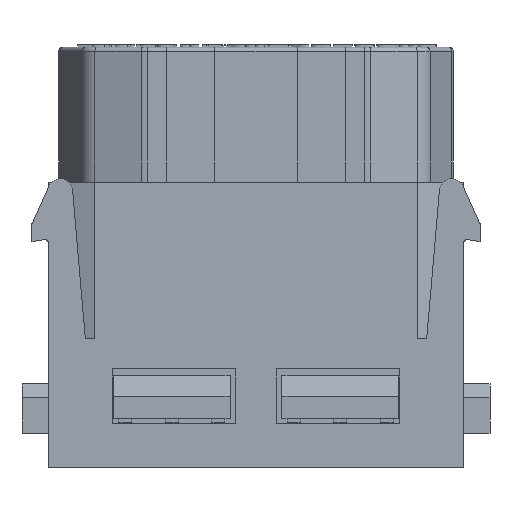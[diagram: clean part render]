
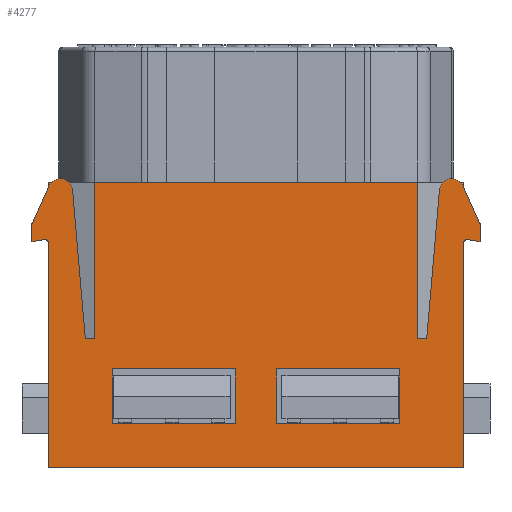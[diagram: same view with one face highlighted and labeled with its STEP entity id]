
A CAD part, front view. The second image highlights one B-rep face of the part: STEP entity #4277.
In plain terms, the highlighted planar face has unit normal (0, -1, 0).
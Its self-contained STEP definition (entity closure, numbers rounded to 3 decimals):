
#2942=CIRCLE('',#18867,0.3);
#2943=CIRCLE('',#18868,0.2);
#2944=CIRCLE('',#18869,0.909);
#2945=CIRCLE('',#18870,0.909);
#2946=CIRCLE('',#18871,0.2);
#2947=CIRCLE('',#18872,0.3);
#3343=FACE_BOUND('',#6543,.T.);
#3344=FACE_BOUND('',#6544,.T.);
#3345=FACE_BOUND('',#6545,.T.);
#4277=ADVANCED_FACE('',(#3343,#3344,#3345),#5174,.T.);
#5174=PLANE('',#18873);
#6543=EDGE_LOOP('',(#8077,#8078,#8079,#8080));
#6544=EDGE_LOOP('',(#8081,#8082,#8083,#8084));
#6545=EDGE_LOOP('',(#8085,#8086,#8087,#8088,#8089,#8090,#8091,#8092,#8093,
#8094,#8095,#8096,#8097,#8098,#8099,#8100,#8101,#8102,#8103,#8104,#8105,
#8106));
#8077=ORIENTED_EDGE('',*,*,#14006,.F.);
#8078=ORIENTED_EDGE('',*,*,#14007,.F.);
#8079=ORIENTED_EDGE('',*,*,#14008,.F.);
#8080=ORIENTED_EDGE('',*,*,#14009,.F.);
#8081=ORIENTED_EDGE('',*,*,#14010,.F.);
#8082=ORIENTED_EDGE('',*,*,#14011,.F.);
#8083=ORIENTED_EDGE('',*,*,#14012,.F.);
#8084=ORIENTED_EDGE('',*,*,#14013,.F.);
#8085=ORIENTED_EDGE('',*,*,#13980,.T.);
#8086=ORIENTED_EDGE('',*,*,#14014,.T.);
#8087=ORIENTED_EDGE('',*,*,#14015,.T.);
#8088=ORIENTED_EDGE('',*,*,#14016,.T.);
#8089=ORIENTED_EDGE('',*,*,#14017,.T.);
#8090=ORIENTED_EDGE('',*,*,#14018,.T.);
#8091=ORIENTED_EDGE('',*,*,#14019,.T.);
#8092=ORIENTED_EDGE('',*,*,#14020,.T.);
#8093=ORIENTED_EDGE('',*,*,#14021,.F.);
#8094=ORIENTED_EDGE('',*,*,#14022,.T.);
#8095=ORIENTED_EDGE('',*,*,#14023,.T.);
#8096=ORIENTED_EDGE('',*,*,#14024,.T.);
#8097=ORIENTED_EDGE('',*,*,#14025,.T.);
#8098=ORIENTED_EDGE('',*,*,#14026,.F.);
#8099=ORIENTED_EDGE('',*,*,#14027,.F.);
#8100=ORIENTED_EDGE('',*,*,#14028,.F.);
#8101=ORIENTED_EDGE('',*,*,#14029,.F.);
#8102=ORIENTED_EDGE('',*,*,#14030,.F.);
#8103=ORIENTED_EDGE('',*,*,#14031,.T.);
#8104=ORIENTED_EDGE('',*,*,#14032,.T.);
#8105=ORIENTED_EDGE('',*,*,#13998,.F.);
#8106=ORIENTED_EDGE('',*,*,#14033,.F.);
#12459=VERTEX_POINT('',#25637);
#12460=VERTEX_POINT('',#25639);
#12477=VERTEX_POINT('',#25674);
#12478=VERTEX_POINT('',#25676);
#12485=VERTEX_POINT('',#25692);
#12486=VERTEX_POINT('',#25693);
#12487=VERTEX_POINT('',#25695);
#12488=VERTEX_POINT('',#25697);
#12489=VERTEX_POINT('',#25700);
#12490=VERTEX_POINT('',#25701);
#12491=VERTEX_POINT('',#25703);
#12492=VERTEX_POINT('',#25705);
#12493=VERTEX_POINT('',#25708);
#12494=VERTEX_POINT('',#25710);
#12495=VERTEX_POINT('',#25712);
#12496=VERTEX_POINT('',#25714);
#12497=VERTEX_POINT('',#25716);
#12498=VERTEX_POINT('',#25718);
#12499=VERTEX_POINT('',#25720);
#12500=VERTEX_POINT('',#25722);
#12501=VERTEX_POINT('',#25724);
#12502=VERTEX_POINT('',#25726);
#12503=VERTEX_POINT('',#25728);
#12504=VERTEX_POINT('',#25730);
#12505=VERTEX_POINT('',#25732);
#12506=VERTEX_POINT('',#25734);
#12507=VERTEX_POINT('',#25736);
#12508=VERTEX_POINT('',#25738);
#12509=VERTEX_POINT('',#25740);
#12510=VERTEX_POINT('',#25742);
#13980=EDGE_CURVE('',#12460,#12459,#16067,.T.);
#13998=EDGE_CURVE('',#12477,#12478,#16085,.T.);
#14006=EDGE_CURVE('',#12485,#12486,#16093,.T.);
#14007=EDGE_CURVE('',#12487,#12485,#16094,.T.);
#14008=EDGE_CURVE('',#12488,#12487,#16095,.T.);
#14009=EDGE_CURVE('',#12486,#12488,#16096,.T.);
#14010=EDGE_CURVE('',#12489,#12490,#16097,.T.);
#14011=EDGE_CURVE('',#12491,#12489,#16098,.T.);
#14012=EDGE_CURVE('',#12492,#12491,#16099,.T.);
#14013=EDGE_CURVE('',#12490,#12492,#16100,.T.);
#14014=EDGE_CURVE('',#12459,#12493,#2942,.T.);
#14015=EDGE_CURVE('',#12493,#12494,#16101,.T.);
#14016=EDGE_CURVE('',#12494,#12495,#16102,.T.);
#14017=EDGE_CURVE('',#12495,#12496,#2943,.T.);
#14018=EDGE_CURVE('',#12496,#12497,#16103,.T.);
#14019=EDGE_CURVE('',#12497,#12498,#2944,.T.);
#14020=EDGE_CURVE('',#12498,#12499,#16104,.T.);
#14021=EDGE_CURVE('',#12500,#12499,#16105,.T.);
#14022=EDGE_CURVE('',#12500,#12501,#16106,.T.);
#14023=EDGE_CURVE('',#12501,#12502,#16107,.T.);
#14024=EDGE_CURVE('',#12502,#12503,#16108,.T.);
#14025=EDGE_CURVE('',#12503,#12504,#16109,.T.);
#14026=EDGE_CURVE('',#12505,#12504,#16110,.T.);
#14027=EDGE_CURVE('',#12506,#12505,#2945,.T.);
#14028=EDGE_CURVE('',#12507,#12506,#16111,.T.);
#14029=EDGE_CURVE('',#12508,#12507,#2946,.T.);
#14030=EDGE_CURVE('',#12509,#12508,#16112,.T.);
#14031=EDGE_CURVE('',#12509,#12510,#16113,.T.);
#14032=EDGE_CURVE('',#12510,#12478,#2947,.T.);
#14033=EDGE_CURVE('',#12460,#12477,#16114,.T.);
#16067=LINE('',#25638,#17514);
#16085=LINE('',#25675,#17532);
#16093=LINE('',#25691,#17540);
#16094=LINE('',#25694,#17541);
#16095=LINE('',#25696,#17542);
#16096=LINE('',#25698,#17543);
#16097=LINE('',#25699,#17544);
#16098=LINE('',#25702,#17545);
#16099=LINE('',#25704,#17546);
#16100=LINE('',#25706,#17547);
#16101=LINE('',#25709,#17548);
#16102=LINE('',#25711,#17549);
#16103=LINE('',#25715,#17550);
#16104=LINE('',#25719,#17551);
#16105=LINE('',#25721,#17552);
#16106=LINE('',#25723,#17553);
#16107=LINE('',#25725,#17554);
#16108=LINE('',#25727,#17555);
#16109=LINE('',#25729,#17556);
#16110=LINE('',#25731,#17557);
#16111=LINE('',#25735,#17558);
#16112=LINE('',#25739,#17559);
#16113=LINE('',#25741,#17560);
#16114=LINE('',#25744,#17561);
#17514=VECTOR('',#20300,1.);
#17532=VECTOR('',#20320,1.);
#17540=VECTOR('',#20330,1.);
#17541=VECTOR('',#20331,1.);
#17542=VECTOR('',#20332,1.);
#17543=VECTOR('',#20333,1.);
#17544=VECTOR('',#20334,1.);
#17545=VECTOR('',#20335,1.);
#17546=VECTOR('',#20336,1.);
#17547=VECTOR('',#20337,1.);
#17548=VECTOR('',#20340,1.);
#17549=VECTOR('',#20341,1.);
#17550=VECTOR('',#20344,1.);
#17551=VECTOR('',#20347,1.);
#17552=VECTOR('',#20348,1.);
#17553=VECTOR('',#20349,1.);
#17554=VECTOR('',#20350,1.);
#17555=VECTOR('',#20351,1.);
#17556=VECTOR('',#20352,1.);
#17557=VECTOR('',#20353,1.);
#17558=VECTOR('',#20356,1.);
#17559=VECTOR('',#20359,1.);
#17560=VECTOR('',#20360,1.);
#17561=VECTOR('',#20363,1.);
#18867=AXIS2_PLACEMENT_3D('',#25707,#20338,#20339);
#18868=AXIS2_PLACEMENT_3D('',#25713,#20342,#20343);
#18869=AXIS2_PLACEMENT_3D('',#25717,#20345,#20346);
#18870=AXIS2_PLACEMENT_3D('',#25733,#20354,#20355);
#18871=AXIS2_PLACEMENT_3D('',#25737,#20357,#20358);
#18872=AXIS2_PLACEMENT_3D('',#25743,#20361,#20362);
#18873=AXIS2_PLACEMENT_3D('',#25745,#20364,#20365);
#20300=DIRECTION('',(0.,0.,1.));
#20320=DIRECTION('',(0.,0.,1.));
#20330=DIRECTION('',(0.,0.,-1.));
#20331=DIRECTION('',(-1.,0.,0.));
#20332=DIRECTION('',(0.,0.,1.));
#20333=DIRECTION('',(1.,0.,0.));
#20334=DIRECTION('',(0.,0.,-1.));
#20335=DIRECTION('',(-1.,0.,0.));
#20336=DIRECTION('',(0.,0.,1.));
#20337=DIRECTION('',(1.,0.,0.));
#20338=DIRECTION('',(0.,1.,0.));
#20339=DIRECTION('',(0.,0.,-1.));
#20340=DIRECTION('',(0.987,0.,-0.161));
#20341=DIRECTION('',(0.,0.,1.));
#20342=DIRECTION('',(0.,-1.,0.));
#20343=DIRECTION('',(1.,0.,0.));
#20344=DIRECTION('',(-0.409,0.,0.912));
#20345=DIRECTION('',(0.,-1.,0.));
#20346=DIRECTION('',(1.,0.,0.));
#20347=DIRECTION('',(-0.085,0.,-0.996));
#20348=DIRECTION('',(1.,0.,0.));
#20349=DIRECTION('',(0.,0.,1.));
#20350=DIRECTION('',(-1.,0.,0.));
#20351=DIRECTION('',(0.,0.,-1.));
#20352=DIRECTION('',(-1.,0.,0.));
#20353=DIRECTION('',(0.085,0.,-0.996));
#20354=DIRECTION('',(0.,1.,0.));
#20355=DIRECTION('',(-1.,0.,0.));
#20356=DIRECTION('',(0.409,0.,0.912));
#20357=DIRECTION('',(0.,1.,0.));
#20358=DIRECTION('',(-1.,0.,0.));
#20359=DIRECTION('',(0.,0.,1.));
#20360=DIRECTION('',(0.987,0.,0.161));
#20361=DIRECTION('',(0.,1.,0.));
#20362=DIRECTION('',(0.,0.,-1.));
#20363=DIRECTION('',(-1.,0.,0.));
#20364=DIRECTION('',(0.,-1.,0.));
#20365=DIRECTION('',(1.,0.,0.));
#25637=CARTESIAN_POINT('',(44.099,58.823,-38.503));
#25638=CARTESIAN_POINT('',(44.099,58.823,-33.95));
#25639=CARTESIAN_POINT('',(44.099,58.823,-54.85));
#25674=CARTESIAN_POINT('',(13.799,58.823,-54.85));
#25675=CARTESIAN_POINT('',(13.799,58.823,-33.95));
#25676=CARTESIAN_POINT('',(13.799,58.823,-38.503));
#25691=CARTESIAN_POINT('',(30.449,58.823,-33.95));
#25692=CARTESIAN_POINT('',(30.449,58.823,-47.65));
#25693=CARTESIAN_POINT('',(30.449,58.823,-51.65));
#25694=CARTESIAN_POINT('',(44.099,58.823,-47.65));
#25695=CARTESIAN_POINT('',(39.449,58.823,-47.65));
#25696=CARTESIAN_POINT('',(39.449,58.823,-33.95));
#25697=CARTESIAN_POINT('',(39.449,58.823,-51.65));
#25698=CARTESIAN_POINT('',(44.099,58.823,-51.65));
#25699=CARTESIAN_POINT('',(18.449,58.823,-33.95));
#25700=CARTESIAN_POINT('',(18.449,58.823,-47.65));
#25701=CARTESIAN_POINT('',(18.449,58.823,-51.65));
#25702=CARTESIAN_POINT('',(44.099,58.823,-47.65));
#25703=CARTESIAN_POINT('',(27.449,58.823,-47.65));
#25704=CARTESIAN_POINT('',(27.449,58.823,-33.95));
#25705=CARTESIAN_POINT('',(27.449,58.823,-51.65));
#25706=CARTESIAN_POINT('',(44.099,58.823,-51.65));
#25707=CARTESIAN_POINT('',(44.399,58.823,-38.503));
#25708=CARTESIAN_POINT('',(44.447,58.823,-38.207));
#25709=CARTESIAN_POINT('',(43.431,58.823,-38.041));
#25710=CARTESIAN_POINT('',(45.324,58.823,-38.35));
#25711=CARTESIAN_POINT('',(45.324,58.823,-38.25));
#25712=CARTESIAN_POINT('',(45.324,58.823,-37.085));
#25713=CARTESIAN_POINT('',(45.124,58.823,-37.085));
#25714=CARTESIAN_POINT('',(45.307,58.823,-37.003));
#25715=CARTESIAN_POINT('',(45.306,58.823,-37.003));
#25716=CARTESIAN_POINT('',(44.088,58.823,-34.287));
#25717=CARTESIAN_POINT('',(43.259,58.823,-34.659));
#25718=CARTESIAN_POINT('',(42.353,58.823,-34.581));
#25719=CARTESIAN_POINT('',(42.353,58.823,-34.581));
#25720=CARTESIAN_POINT('',(41.424,58.823,-45.45));
#25721=CARTESIAN_POINT('',(40.549,58.823,-45.45));
#25722=CARTESIAN_POINT('',(40.749,58.823,-45.45));
#25723=CARTESIAN_POINT('',(40.749,58.823,-33.95));
#25724=CARTESIAN_POINT('',(40.749,58.823,-34.));
#25725=CARTESIAN_POINT('',(44.099,58.823,-34.));
#25726=CARTESIAN_POINT('',(17.149,58.823,-34.));
#25727=CARTESIAN_POINT('',(17.149,58.823,-33.95));
#25728=CARTESIAN_POINT('',(17.149,58.823,-45.45));
#25729=CARTESIAN_POINT('',(44.099,58.823,-45.45));
#25730=CARTESIAN_POINT('',(16.474,58.823,-45.45));
#25731=CARTESIAN_POINT('',(15.545,58.823,-34.581));
#25732=CARTESIAN_POINT('',(15.545,58.823,-34.581));
#25733=CARTESIAN_POINT('',(14.639,58.823,-34.659));
#25734=CARTESIAN_POINT('',(13.81,58.823,-34.287));
#25735=CARTESIAN_POINT('',(12.592,58.823,-37.003));
#25736=CARTESIAN_POINT('',(12.592,58.823,-37.003));
#25737=CARTESIAN_POINT('',(12.774,58.823,-37.085));
#25738=CARTESIAN_POINT('',(12.574,58.823,-37.085));
#25739=CARTESIAN_POINT('',(12.574,58.823,-38.25));
#25740=CARTESIAN_POINT('',(12.574,58.823,-38.35));
#25741=CARTESIAN_POINT('',(43.98,58.823,-33.223));
#25742=CARTESIAN_POINT('',(13.451,58.823,-38.207));
#25743=CARTESIAN_POINT('',(13.499,58.823,-38.503));
#25744=CARTESIAN_POINT('',(44.099,58.823,-54.85));
#25745=CARTESIAN_POINT('',(44.099,58.823,-33.95));
